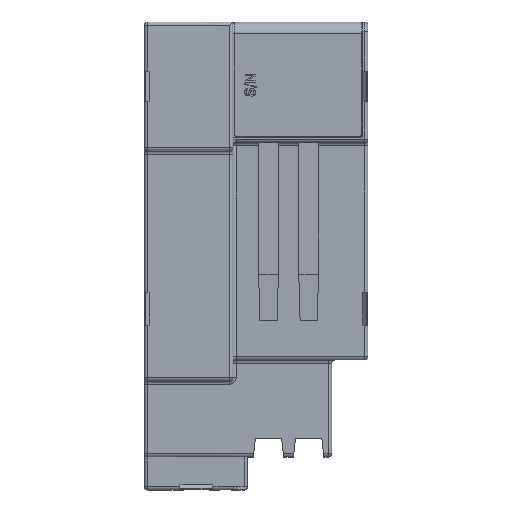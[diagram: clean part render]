
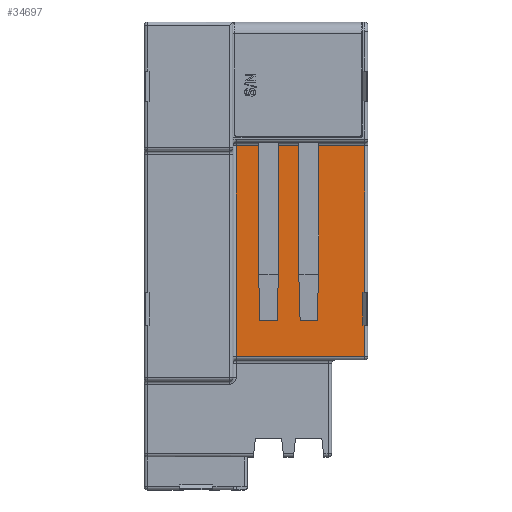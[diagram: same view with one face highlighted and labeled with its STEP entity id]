
A CAD part, top view. The second image highlights one B-rep face of the part: STEP entity #34697.
In plain terms, the highlighted planar face has unit normal (0, 0, 1).
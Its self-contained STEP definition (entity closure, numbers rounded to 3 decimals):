
#34542=AXIS2_PLACEMENT_3D('Plane Axis2P3D',#34539,#34540,#34541) ;
#33392=CARTESIAN_POINT('Vertex',(13.998,20.25,16.25)) ;
#34524=CARTESIAN_POINT('Vertex',(33.498,20.25,16.25)) ;
#34527=CARTESIAN_POINT('Line Origine',(23.748,20.25,16.25)) ;
#34539=CARTESIAN_POINT('Axis2P3D Location',(-0.002,0.,16.25)) ;
#34544=CARTESIAN_POINT('Line Origine',(18.298,29.25,16.25)) ;
#34548=CARTESIAN_POINT('Vertex',(18.198,32.75,16.25)) ;
#34550=CARTESIAN_POINT('Vertex',(18.398,25.75,16.25)) ;
#34553=CARTESIAN_POINT('Line Origine',(18.198,42.5,16.25)) ;
#34557=CARTESIAN_POINT('Vertex',(18.198,52.25,16.25)) ;
#34560=CARTESIAN_POINT('Line Origine',(16.098,52.25,16.25)) ;
#34564=CARTESIAN_POINT('Vertex',(13.998,52.25,16.25)) ;
#34567=CARTESIAN_POINT('Line Origine',(13.998,36.25,16.25)) ;
#34572=CARTESIAN_POINT('Line Origine',(33.498,22.625,16.25)) ;
#34576=CARTESIAN_POINT('Vertex',(33.498,25.,16.25)) ;
#34579=CARTESIAN_POINT('Line Origine',(33.373,25.,16.25)) ;
#34583=CARTESIAN_POINT('Vertex',(33.248,25.,16.25)) ;
#34586=CARTESIAN_POINT('Line Origine',(33.248,27.5,16.25)) ;
#34590=CARTESIAN_POINT('Vertex',(33.248,30.,16.25)) ;
#34593=CARTESIAN_POINT('Line Origine',(33.373,30.,16.25)) ;
#34597=CARTESIAN_POINT('Vertex',(33.498,30.,16.25)) ;
#34600=CARTESIAN_POINT('Line Origine',(33.498,41.125,16.25)) ;
#34604=CARTESIAN_POINT('Vertex',(33.498,52.25,16.25)) ;
#34607=CARTESIAN_POINT('Line Origine',(29.598,52.25,16.25)) ;
#34611=CARTESIAN_POINT('Vertex',(25.698,52.25,16.25)) ;
#34614=CARTESIAN_POINT('Line Origine',(25.698,42.5,16.25)) ;
#34618=CARTESIAN_POINT('Vertex',(25.698,32.75,16.25)) ;
#34621=CARTESIAN_POINT('Line Origine',(25.598,29.25,16.25)) ;
#34625=CARTESIAN_POINT('Vertex',(25.498,25.75,16.25)) ;
#34628=CARTESIAN_POINT('Line Origine',(24.998,25.75,16.25)) ;
#34632=CARTESIAN_POINT('Vertex',(24.498,25.75,16.25)) ;
#34635=CARTESIAN_POINT('Line Origine',(24.398,29.25,16.25)) ;
#34639=CARTESIAN_POINT('Vertex',(24.298,32.75,16.25)) ;
#34642=CARTESIAN_POINT('Line Origine',(24.298,42.5,16.25)) ;
#34646=CARTESIAN_POINT('Vertex',(24.298,52.25,16.25)) ;
#34649=CARTESIAN_POINT('Line Origine',(21.948,52.25,16.25)) ;
#34653=CARTESIAN_POINT('Vertex',(19.598,52.25,16.25)) ;
#34656=CARTESIAN_POINT('Line Origine',(19.598,42.5,16.25)) ;
#34660=CARTESIAN_POINT('Vertex',(19.598,32.75,16.25)) ;
#34663=CARTESIAN_POINT('Line Origine',(19.498,29.25,16.25)) ;
#34667=CARTESIAN_POINT('Vertex',(19.398,25.75,16.25)) ;
#34670=CARTESIAN_POINT('Line Origine',(18.898,25.75,16.25)) ;
#34528=DIRECTION('Vector Direction',(1.,0.,0.)) ;
#34540=DIRECTION('Axis2P3D Direction',(0.,0.,-1.)) ;
#34541=DIRECTION('Axis2P3D XDirection',(0.,1.,0.)) ;
#34545=DIRECTION('Vector Direction',(0.029,-1.,0.)) ;
#34554=DIRECTION('Vector Direction',(0.,1.,0.)) ;
#34561=DIRECTION('Vector Direction',(1.,0.,0.)) ;
#34568=DIRECTION('Vector Direction',(0.,1.,0.)) ;
#34573=DIRECTION('Vector Direction',(0.,-1.,0.)) ;
#34580=DIRECTION('Vector Direction',(-1.,0.,0.)) ;
#34587=DIRECTION('Vector Direction',(0.,1.,0.)) ;
#34594=DIRECTION('Vector Direction',(-1.,0.,0.)) ;
#34601=DIRECTION('Vector Direction',(0.,1.,0.)) ;
#34608=DIRECTION('Vector Direction',(1.,0.,0.)) ;
#34615=DIRECTION('Vector Direction',(0.,1.,0.)) ;
#34622=DIRECTION('Vector Direction',(-0.029,-1.,0.)) ;
#34629=DIRECTION('Vector Direction',(-1.,0.,0.)) ;
#34636=DIRECTION('Vector Direction',(0.029,-1.,0.)) ;
#34643=DIRECTION('Vector Direction',(0.,1.,0.)) ;
#34650=DIRECTION('Vector Direction',(1.,0.,0.)) ;
#34657=DIRECTION('Vector Direction',(0.,1.,0.)) ;
#34664=DIRECTION('Vector Direction',(-0.029,-1.,0.)) ;
#34671=DIRECTION('Vector Direction',(1.,0.,0.)) ;
#34529=VECTOR('Line Direction',#34528,1.) ;
#34546=VECTOR('Line Direction',#34545,1.) ;
#34555=VECTOR('Line Direction',#34554,1.) ;
#34562=VECTOR('Line Direction',#34561,1.) ;
#34569=VECTOR('Line Direction',#34568,1.) ;
#34574=VECTOR('Line Direction',#34573,1.) ;
#34581=VECTOR('Line Direction',#34580,1.) ;
#34588=VECTOR('Line Direction',#34587,1.) ;
#34595=VECTOR('Line Direction',#34594,1.) ;
#34602=VECTOR('Line Direction',#34601,1.) ;
#34609=VECTOR('Line Direction',#34608,1.) ;
#34616=VECTOR('Line Direction',#34615,1.) ;
#34623=VECTOR('Line Direction',#34622,1.) ;
#34630=VECTOR('Line Direction',#34629,1.) ;
#34637=VECTOR('Line Direction',#34636,1.) ;
#34644=VECTOR('Line Direction',#34643,1.) ;
#34651=VECTOR('Line Direction',#34650,1.) ;
#34658=VECTOR('Line Direction',#34657,1.) ;
#34665=VECTOR('Line Direction',#34664,1.) ;
#34672=VECTOR('Line Direction',#34671,1.) ;
#34676=ORIENTED_EDGE('',*,*,#34552,.F.) ;
#34677=ORIENTED_EDGE('',*,*,#34559,.T.) ;
#34678=ORIENTED_EDGE('',*,*,#34566,.F.) ;
#34679=ORIENTED_EDGE('',*,*,#34571,.F.) ;
#34680=ORIENTED_EDGE('',*,*,#34531,.F.) ;
#34681=ORIENTED_EDGE('',*,*,#34578,.F.) ;
#34682=ORIENTED_EDGE('',*,*,#34585,.T.) ;
#34683=ORIENTED_EDGE('',*,*,#34592,.T.) ;
#34684=ORIENTED_EDGE('',*,*,#34599,.F.) ;
#34685=ORIENTED_EDGE('',*,*,#34606,.F.) ;
#34686=ORIENTED_EDGE('',*,*,#34613,.F.) ;
#34687=ORIENTED_EDGE('',*,*,#34620,.F.) ;
#34688=ORIENTED_EDGE('',*,*,#34627,.F.) ;
#34689=ORIENTED_EDGE('',*,*,#34634,.T.) ;
#34690=ORIENTED_EDGE('',*,*,#34641,.F.) ;
#34691=ORIENTED_EDGE('',*,*,#34648,.T.) ;
#34692=ORIENTED_EDGE('',*,*,#34655,.F.) ;
#34693=ORIENTED_EDGE('',*,*,#34662,.F.) ;
#34694=ORIENTED_EDGE('',*,*,#34669,.F.) ;
#34695=ORIENTED_EDGE('',*,*,#34674,.T.) ;
#34697=ADVANCED_FACE('Body.98',(#34696),#34543,.F.) ;
#34531=EDGE_CURVE('',#34525,#33393,#34530,.F.) ;
#34552=EDGE_CURVE('',#34549,#34551,#34547,.T.) ;
#34559=EDGE_CURVE('',#34549,#34558,#34556,.T.) ;
#34566=EDGE_CURVE('',#34565,#34558,#34563,.T.) ;
#34571=EDGE_CURVE('',#33393,#34565,#34570,.T.) ;
#34578=EDGE_CURVE('',#34577,#34525,#34575,.T.) ;
#34585=EDGE_CURVE('',#34577,#34584,#34582,.T.) ;
#34592=EDGE_CURVE('',#34584,#34591,#34589,.T.) ;
#34599=EDGE_CURVE('',#34598,#34591,#34596,.T.) ;
#34606=EDGE_CURVE('',#34605,#34598,#34603,.F.) ;
#34613=EDGE_CURVE('',#34612,#34605,#34610,.T.) ;
#34620=EDGE_CURVE('',#34619,#34612,#34617,.T.) ;
#34627=EDGE_CURVE('',#34626,#34619,#34624,.F.) ;
#34634=EDGE_CURVE('',#34626,#34633,#34631,.T.) ;
#34641=EDGE_CURVE('',#34640,#34633,#34638,.T.) ;
#34648=EDGE_CURVE('',#34640,#34647,#34645,.T.) ;
#34655=EDGE_CURVE('',#34654,#34647,#34652,.T.) ;
#34662=EDGE_CURVE('',#34661,#34654,#34659,.T.) ;
#34669=EDGE_CURVE('',#34668,#34661,#34666,.F.) ;
#34674=EDGE_CURVE('',#34668,#34551,#34673,.F.) ;
#34675=EDGE_LOOP('',(#34676,#34677,#34678,#34679,#34680,#34681,#34682,#34683,#34684,#34685,#34686,#34687,#34688,#34689,#34690,#34691,#34692,#34693,#34694,#34695)) ;
#34696=FACE_OUTER_BOUND('',#34675,.T.) ;
#34530=LINE('Line',#34527,#34529) ;
#34547=LINE('Line',#34544,#34546) ;
#34556=LINE('Line',#34553,#34555) ;
#34563=LINE('Line',#34560,#34562) ;
#34570=LINE('Line',#34567,#34569) ;
#34575=LINE('Line',#34572,#34574) ;
#34582=LINE('Line',#34579,#34581) ;
#34589=LINE('Line',#34586,#34588) ;
#34596=LINE('Line',#34593,#34595) ;
#34603=LINE('Line',#34600,#34602) ;
#34610=LINE('Line',#34607,#34609) ;
#34617=LINE('Line',#34614,#34616) ;
#34624=LINE('Line',#34621,#34623) ;
#34631=LINE('Line',#34628,#34630) ;
#34638=LINE('Line',#34635,#34637) ;
#34645=LINE('Line',#34642,#34644) ;
#34652=LINE('Line',#34649,#34651) ;
#34659=LINE('Line',#34656,#34658) ;
#34666=LINE('Line',#34663,#34665) ;
#34673=LINE('Line',#34670,#34672) ;
#34543=PLANE('',#34542) ;
#33393=VERTEX_POINT('',#33392) ;
#34525=VERTEX_POINT('',#34524) ;
#34549=VERTEX_POINT('',#34548) ;
#34551=VERTEX_POINT('',#34550) ;
#34558=VERTEX_POINT('',#34557) ;
#34565=VERTEX_POINT('',#34564) ;
#34577=VERTEX_POINT('',#34576) ;
#34584=VERTEX_POINT('',#34583) ;
#34591=VERTEX_POINT('',#34590) ;
#34598=VERTEX_POINT('',#34597) ;
#34605=VERTEX_POINT('',#34604) ;
#34612=VERTEX_POINT('',#34611) ;
#34619=VERTEX_POINT('',#34618) ;
#34626=VERTEX_POINT('',#34625) ;
#34633=VERTEX_POINT('',#34632) ;
#34640=VERTEX_POINT('',#34639) ;
#34647=VERTEX_POINT('',#34646) ;
#34654=VERTEX_POINT('',#34653) ;
#34661=VERTEX_POINT('',#34660) ;
#34668=VERTEX_POINT('',#34667) ;
